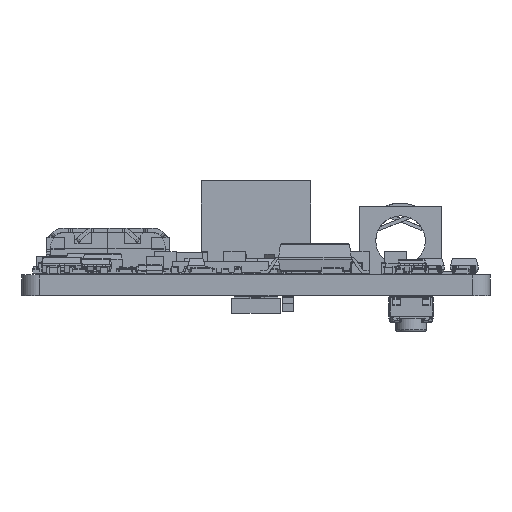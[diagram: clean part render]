
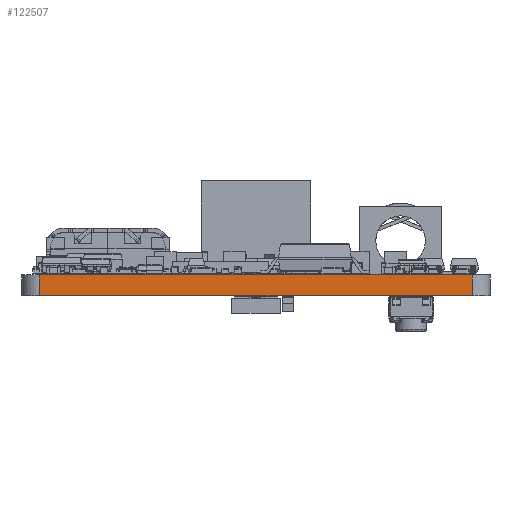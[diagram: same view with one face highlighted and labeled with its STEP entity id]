
A CAD part, left-side view. The second image highlights one B-rep face of the part: STEP entity #122507.
In plain terms, the highlighted planar face has unit normal (-1, 0, 0).
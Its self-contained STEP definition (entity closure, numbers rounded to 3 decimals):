
#121362 = VERTEX_POINT('',#121363);
#121363 = CARTESIAN_POINT('',(40.238,-75.223,0.));
#121370 = EDGE_CURVE('',#121371,#121362,#121373,.T.);
#121371 = VERTEX_POINT('',#121372);
#121372 = CARTESIAN_POINT('',(40.24,-106.68,0.));
#121373 = LINE('',#121374,#121375);
#121374 = CARTESIAN_POINT('',(40.24,-106.68,0.));
#121375 = VECTOR('',#121376,1.);
#121376 = DIRECTION('',(0.,1.,0.));
#121921 = VERTEX_POINT('',#121922);
#121922 = CARTESIAN_POINT('',(40.238,-75.223,1.51));
#121929 = EDGE_CURVE('',#121930,#121921,#121932,.T.);
#121930 = VERTEX_POINT('',#121931);
#121931 = CARTESIAN_POINT('',(40.24,-106.68,1.51));
#121932 = LINE('',#121933,#121934);
#121933 = CARTESIAN_POINT('',(40.24,-106.68,1.51));
#121934 = VECTOR('',#121935,1.);
#121935 = DIRECTION('',(0.,1.,0.));
#122477 = EDGE_CURVE('',#121362,#121921,#122478,.T.);
#122478 = LINE('',#122479,#122480);
#122479 = CARTESIAN_POINT('',(40.238,-75.223,0.));
#122480 = VECTOR('',#122481,1.);
#122481 = DIRECTION('',(0.,0.,1.));
#122507 = ADVANCED_FACE('',(#122508),#122519,.T.);
#122508 = FACE_BOUND('',#122509,.T.);
#122509 = EDGE_LOOP('',(#122510,#122516,#122517,#122518));
#122510 = ORIENTED_EDGE('',*,*,#122511,.T.);
#122511 = EDGE_CURVE('',#121371,#121930,#122512,.T.);
#122512 = LINE('',#122513,#122514);
#122513 = CARTESIAN_POINT('',(40.24,-106.68,0.));
#122514 = VECTOR('',#122515,1.);
#122515 = DIRECTION('',(0.,0.,1.));
#122516 = ORIENTED_EDGE('',*,*,#121929,.T.);
#122517 = ORIENTED_EDGE('',*,*,#122477,.F.);
#122518 = ORIENTED_EDGE('',*,*,#121370,.F.);
#122519 = PLANE('',#122520);
#122520 = AXIS2_PLACEMENT_3D('',#122521,#122522,#122523);
#122521 = CARTESIAN_POINT('',(40.24,-106.68,0.));
#122522 = DIRECTION('',(-1.,0.,0.));
#122523 = DIRECTION('',(0.,1.,0.));
